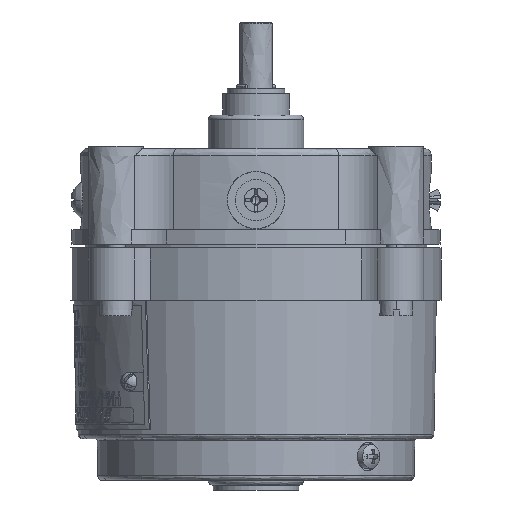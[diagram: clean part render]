
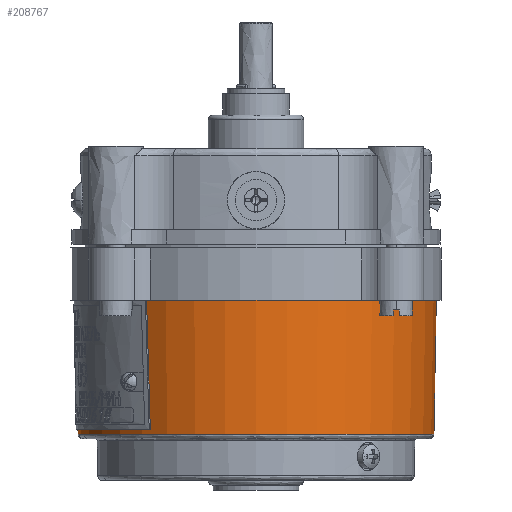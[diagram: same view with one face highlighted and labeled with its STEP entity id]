
A CAD part, front view. The second image highlights one B-rep face of the part: STEP entity #208767.
In plain terms, the highlighted face is a revolution surface.
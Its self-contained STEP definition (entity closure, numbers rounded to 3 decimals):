
#208767 = ADVANCED_FACE('',(#208768),#208804,.T.);
#208768 = FACE_BOUND('',#208769,.T.);
#208769 = EDGE_LOOP('',(#208770,#208781,#208789,#208798));
#208770 = ORIENTED_EDGE('',*,*,#208771,.F.);
#208771 = EDGE_CURVE('',#208772,#208774,#208776,.T.);
#208772 = VERTEX_POINT('',#208773);
#208773 = CARTESIAN_POINT('',(37.75,0.,-32.3));
#208774 = VERTEX_POINT('',#208775);
#208775 = CARTESIAN_POINT('',(-37.75,0.,-32.3));
#208776 = CIRCLE('',#208777,37.75);
#208777 = AXIS2_PLACEMENT_3D('',#208778,#208779,#208780);
#208778 = CARTESIAN_POINT('',(0.,0.,
    -32.3));
#208779 = DIRECTION('',(0.,0.,-1.));
#208780 = DIRECTION('',(1.,0.,0.));
#208781 = ORIENTED_EDGE('',*,*,#208782,.F.);
#208782 = EDGE_CURVE('',#208783,#208772,#208785,.T.);
#208783 = VERTEX_POINT('',#208784);
#208784 = CARTESIAN_POINT('',(37.261,0.,
    -60.317));
#208785 = LINE('',#208786,#208787);
#208786 = CARTESIAN_POINT('',(37.261,0.,-60.317));
#208787 = VECTOR('',#208788,1.);
#208788 = DIRECTION('',(0.017,0.,1.));
#208789 = ORIENTED_EDGE('',*,*,#208790,.F.);
#208790 = EDGE_CURVE('',#208791,#208783,#208793,.T.);
#208791 = VERTEX_POINT('',#208792);
#208792 = CARTESIAN_POINT('',(-37.261,0.,
    -60.317));
#208793 = CIRCLE('',#208794,37.261);
#208794 = AXIS2_PLACEMENT_3D('',#208795,#208796,#208797);
#208795 = CARTESIAN_POINT('',(0.,0.,-60.317));
#208796 = DIRECTION('',(0.,0.,1.));
#208797 = DIRECTION('',(1.,0.,-0.));
#208798 = ORIENTED_EDGE('',*,*,#208799,.F.);
#208799 = EDGE_CURVE('',#208774,#208791,#208800,.T.);
#208800 = LINE('',#208801,#208802);
#208801 = CARTESIAN_POINT('',(-37.75,0.,-32.3));
#208802 = VECTOR('',#208803,1.);
#208803 = DIRECTION('',(0.017,0.,-1.));
#208804 = SURFACE_OF_REVOLUTION('',#208805,#208809);
#208805 = LINE('',#208806,#208807);
#208806 = CARTESIAN_POINT('',(37.261,0.,
    -60.317));
#208807 = VECTOR('',#208808,1.);
#208808 = DIRECTION('',(0.017,0.,
    1.));
#208809 = AXIS1_PLACEMENT('',#208810,#208811);
#208810 = CARTESIAN_POINT('',(0.,0.,-1060.317));
#208811 = DIRECTION('',(0.,0.,-1.));
